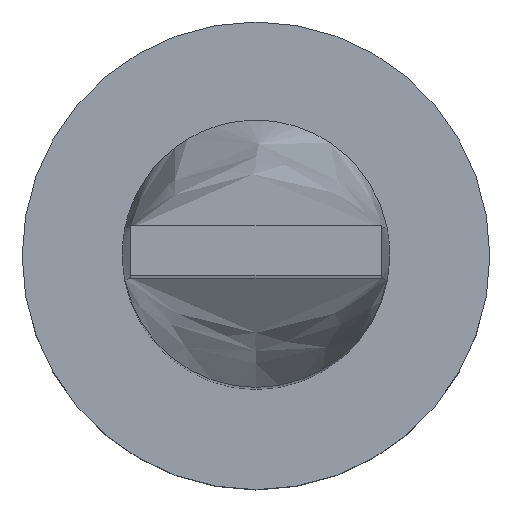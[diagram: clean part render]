
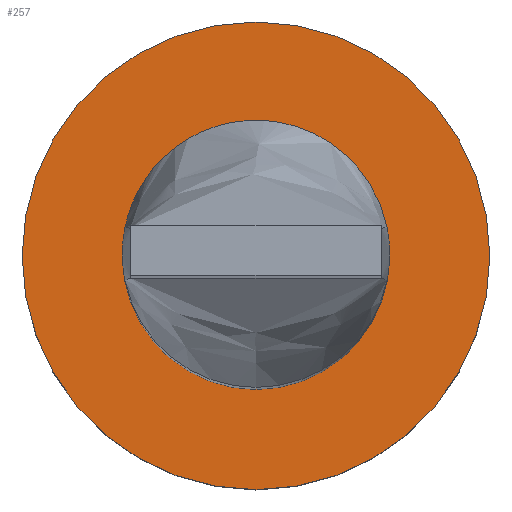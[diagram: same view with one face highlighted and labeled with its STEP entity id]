
A CAD part, top view. The second image highlights one B-rep face of the part: STEP entity #257.
In plain terms, the highlighted planar face has unit normal (0, 0, 1).
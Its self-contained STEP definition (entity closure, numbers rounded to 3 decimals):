
#5 = EDGE_LOOP ( 'NONE', ( #176, #153 ) ) ;
#12 = DIRECTION ( 'NONE',  ( 1., 0., 0. ) ) ;
#14 = EDGE_CURVE ( 'NONE', #198, #218, #494, .T. ) ;
#59 = PLANE ( 'NONE',  #478 ) ;
#66 = CIRCLE ( 'NONE', #514, 4. ) ;
#75 = EDGE_CURVE ( 'NONE', #218, #198, #579, .T. ) ;
#147 = AXIS2_PLACEMENT_3D ( 'NONE', #205, #437, #164 ) ;
#153 = ORIENTED_EDGE ( 'NONE', *, *, #14, .T. ) ;
#164 = DIRECTION ( 'NONE',  ( 1., 0., 0. ) ) ;
#176 = ORIENTED_EDGE ( 'NONE', *, *, #75, .T. ) ;
#198 = VERTEX_POINT ( 'NONE', #462 ) ;
#203 = DIRECTION ( 'NONE',  ( 1., 0., 0. ) ) ;
#205 = CARTESIAN_POINT ( 'NONE',  ( 0., 0., 5. ) ) ;
#218 = VERTEX_POINT ( 'NONE', #555 ) ;
#243 = CARTESIAN_POINT ( 'NONE',  ( 0., 0., 5. ) ) ;
#252 = CARTESIAN_POINT ( 'NONE',  ( 0., 0., 5. ) ) ;
#257 = ADVANCED_FACE ( 'NONE', ( #560, #471 ), #59, .T. ) ;
#340 = DIRECTION ( 'NONE',  ( 0., 0., 1. ) ) ;
#347 = DIRECTION ( 'NONE',  ( 1., 0., 0. ) ) ;
#348 = AXIS2_PLACEMENT_3D ( 'NONE', #243, #463, #12 ) ;
#351 = EDGE_CURVE ( 'NONE', #504, #473, #66, .T. ) ;
#362 = CARTESIAN_POINT ( 'NONE',  ( -4., 0., 5. ) ) ;
#370 = EDGE_CURVE ( 'NONE', #473, #504, #394, .T. ) ;
#394 = CIRCLE ( 'NONE', #147, 4. ) ;
#419 = ORIENTED_EDGE ( 'NONE', *, *, #351, .F. ) ;
#437 = DIRECTION ( 'NONE',  ( 0., 0., 1. ) ) ;
#442 = AXIS2_PLACEMENT_3D ( 'NONE', #556, #516, #479 ) ;
#462 = CARTESIAN_POINT ( 'NONE',  ( 7., 0., 5. ) ) ;
#463 = DIRECTION ( 'NONE',  ( 0., 0., 1. ) ) ;
#470 = CARTESIAN_POINT ( 'NONE',  ( 4., 0., 5. ) ) ;
#471 = FACE_OUTER_BOUND ( 'NONE', #5, .T. ) ;
#473 = VERTEX_POINT ( 'NONE', #362 ) ;
#478 = AXIS2_PLACEMENT_3D ( 'NONE', #252, #340, #203 ) ;
#479 = DIRECTION ( 'NONE',  ( 1., 0., 0. ) ) ;
#494 = CIRCLE ( 'NONE', #348, 7. ) ;
#496 = ORIENTED_EDGE ( 'NONE', *, *, #370, .F. ) ;
#504 = VERTEX_POINT ( 'NONE', #470 ) ;
#510 = EDGE_LOOP ( 'NONE', ( #496, #419 ) ) ;
#514 = AXIS2_PLACEMENT_3D ( 'NONE', #526, #577, #347 ) ;
#516 = DIRECTION ( 'NONE',  ( 0., 0., 1. ) ) ;
#526 = CARTESIAN_POINT ( 'NONE',  ( 0., 0., 5. ) ) ;
#555 = CARTESIAN_POINT ( 'NONE',  ( -7., 0., 5. ) ) ;
#556 = CARTESIAN_POINT ( 'NONE',  ( 0., 0., 5. ) ) ;
#560 = FACE_BOUND ( 'NONE', #510, .T. ) ;
#577 = DIRECTION ( 'NONE',  ( 0., 0., 1. ) ) ;
#579 = CIRCLE ( 'NONE', #442, 7. ) ;
